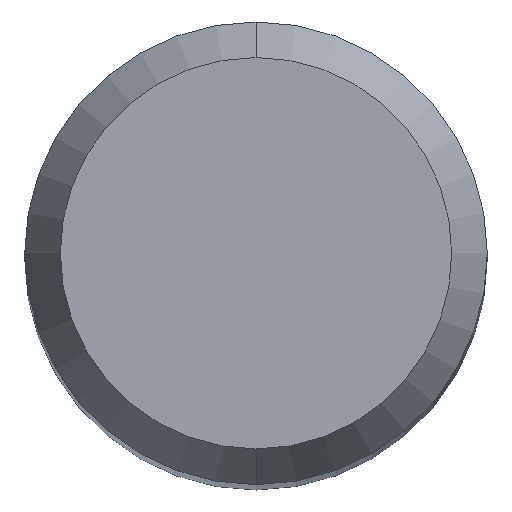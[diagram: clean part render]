
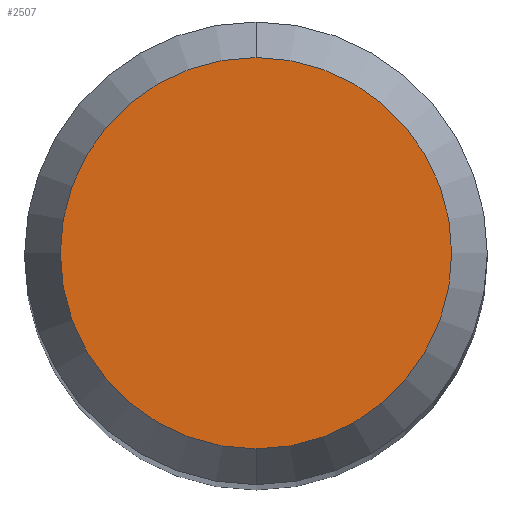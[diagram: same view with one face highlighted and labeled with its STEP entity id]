
A CAD part, top view. The second image highlights one B-rep face of the part: STEP entity #2507.
In plain terms, the highlighted planar face has unit normal (0, 0, 1).
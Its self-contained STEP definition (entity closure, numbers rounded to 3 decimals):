
#1743=VERTEX_POINT('',#4080);
#2337=EDGE_CURVE('',#3289,#1743,#4732,.T.);
#2507=ADVANCED_FACE('',(#4916),#4917,.T.);
#3131=EDGE_CURVE('',#1743,#3289,#5587,.T.);
#3289=VERTEX_POINT('',#5765);
#4080=CARTESIAN_POINT('',(0.,-2.538,0.0));
#4732=CIRCLE('',#9236,2.538);
#4916=FACE_OUTER_BOUND('',#9788,.T.);
#4917=PLANE('',#9789);
#5587=CIRCLE('',#11696,2.538);
#5765=CARTESIAN_POINT('',(0.0,2.538,0.0));
#9236=AXIS2_PLACEMENT_3D('',#14103,#14104,#14105);
#9788=EDGE_LOOP('',(#14270,#14271));
#9789=AXIS2_PLACEMENT_3D('',#14272,#14273,#14274);
#11696=AXIS2_PLACEMENT_3D('',#14936,#14937,#14938);
#14103=CARTESIAN_POINT('',(0.0,0.0,0.0));
#14104=DIRECTION('',(0.0,0.0,-1.0));
#14105=DIRECTION('',(0.0,1.0,0.0));
#14270=ORIENTED_EDGE('',*,*,#2337,.F.);
#14271=ORIENTED_EDGE('',*,*,#3131,.F.);
#14272=CARTESIAN_POINT('',(0.0,1.269,0.0));
#14273=DIRECTION('',(-0.0,0.0,1.0));
#14274=DIRECTION('',(0.0,-1.0,0.0));
#14936=CARTESIAN_POINT('',(0.0,0.0,0.0));
#14937=DIRECTION('',(0.0,0.0,-1.0));
#14938=DIRECTION('',(0.0,1.0,0.0));
